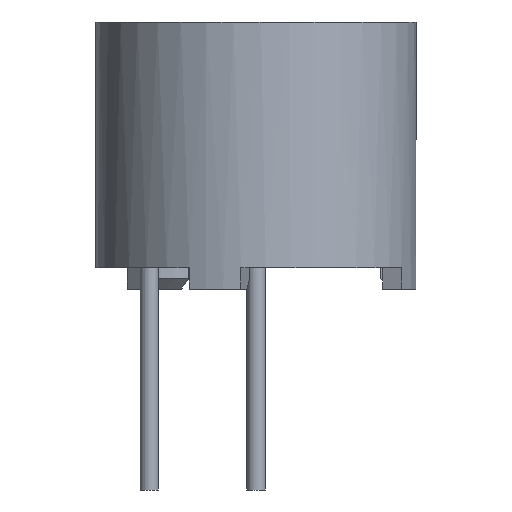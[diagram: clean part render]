
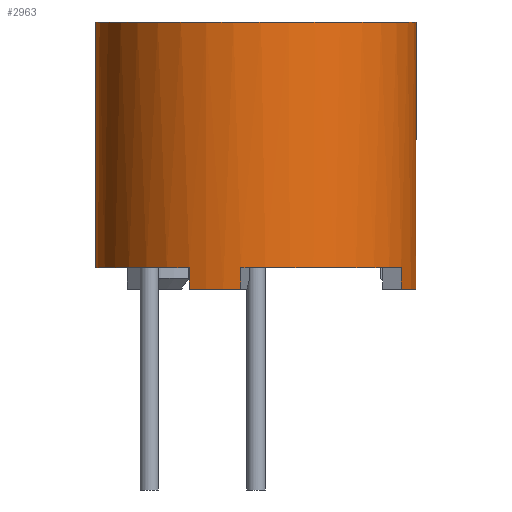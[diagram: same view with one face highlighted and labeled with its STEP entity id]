
A CAD part, front view. The second image highlights one B-rep face of the part: STEP entity #2963.
In plain terms, the highlighted cylindrical face has radius 3.81 mm (diameter 7.62 mm), a full revolution.
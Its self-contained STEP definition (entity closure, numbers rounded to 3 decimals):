
#21 = EDGE_CURVE('',#22,#24,#26,.T.);
#22 = VERTEX_POINT('',#23);
#23 = CARTESIAN_POINT('',(0.,6.35,6.35));
#24 = VERTEX_POINT('',#25);
#25 = CARTESIAN_POINT('',(-0.239,6.342,6.35));
#26 = CIRCLE('',#27,3.81);
#27 = AXIS2_PLACEMENT_3D('',#28,#29,#30);
#28 = CARTESIAN_POINT('',(0.,2.54,6.35));
#29 = DIRECTION('',(0.,0.,-1.));
#30 = DIRECTION('',(0.,-1.,0.));
#32 = EDGE_CURVE('',#24,#22,#33,.T.);
#33 = CIRCLE('',#34,3.81);
#34 = AXIS2_PLACEMENT_3D('',#35,#36,#37);
#35 = CARTESIAN_POINT('',(0.,2.54,6.35));
#36 = DIRECTION('',(0.,0.,-1.));
#37 = DIRECTION('',(0.,-1.,0.));
#2963 = ADVANCED_FACE('',(#2964),#3086,.T.);
#2964 = FACE_BOUND('',#2965,.T.);
#2965 = EDGE_LOOP('',(#2966,#2977,#2983,#2984,#2985,#2986,#2995,#3003,
    #3012,#3020,#3029,#3037,#3046,#3054,#3063,#3071,#3080));
#2966 = ORIENTED_EDGE('',*,*,#2967,.T.);
#2967 = EDGE_CURVE('',#2968,#2970,#2972,.T.);
#2968 = VERTEX_POINT('',#2969);
#2969 = CARTESIAN_POINT('',(3.453,4.15,0.508));
#2970 = VERTEX_POINT('',#2971);
#2971 = CARTESIAN_POINT('',(-0.239,6.342,0.508));
#2972 = CIRCLE('',#2973,3.81);
#2973 = AXIS2_PLACEMENT_3D('',#2974,#2975,#2976);
#2974 = CARTESIAN_POINT('',(0.,2.54,0.508));
#2975 = DIRECTION('',(0.,0.,1.));
#2976 = DIRECTION('',(0.,1.,0.));
#2977 = ORIENTED_EDGE('',*,*,#2978,.T.);
#2978 = EDGE_CURVE('',#2970,#24,#2979,.T.);
#2979 = LINE('',#2980,#2981);
#2980 = CARTESIAN_POINT('',(-0.239,6.342,3.175));
#2981 = VECTOR('',#2982,1.);
#2982 = DIRECTION('',(0.,0.,1.));
#2983 = ORIENTED_EDGE('',*,*,#32,.T.);
#2984 = ORIENTED_EDGE('',*,*,#21,.T.);
#2985 = ORIENTED_EDGE('',*,*,#2978,.F.);
#2986 = ORIENTED_EDGE('',*,*,#2987,.T.);
#2987 = EDGE_CURVE('',#2970,#2988,#2990,.T.);
#2988 = VERTEX_POINT('',#2989);
#2989 = CARTESIAN_POINT('',(-2.153,5.683,0.508));
#2990 = CIRCLE('',#2991,3.81);
#2991 = AXIS2_PLACEMENT_3D('',#2992,#2993,#2994);
#2992 = CARTESIAN_POINT('',(0.,2.54,0.508));
#2993 = DIRECTION('',(0.,0.,1.));
#2994 = DIRECTION('',(0.,1.,0.));
#2995 = ORIENTED_EDGE('',*,*,#2996,.F.);
#2996 = EDGE_CURVE('',#2997,#2988,#2999,.T.);
#2997 = VERTEX_POINT('',#2998);
#2998 = CARTESIAN_POINT('',(-2.153,5.683,
    0.));
#2999 = LINE('',#3000,#3001);
#3000 = CARTESIAN_POINT('',(-2.153,5.683,0.));
#3001 = VECTOR('',#3002,1.);
#3002 = DIRECTION('',(0.,0.,1.));
#3003 = ORIENTED_EDGE('',*,*,#3004,.T.);
#3004 = EDGE_CURVE('',#2997,#3005,#3007,.T.);
#3005 = VERTEX_POINT('',#3006);
#3006 = CARTESIAN_POINT('',(-3.066,4.801,0.));
#3007 = CIRCLE('',#3008,3.81);
#3008 = AXIS2_PLACEMENT_3D('',#3009,#3010,#3011);
#3009 = CARTESIAN_POINT('',(0.,2.54,0.));
#3010 = DIRECTION('',(0.,0.,1.));
#3011 = DIRECTION('',(-0.565,0.825,0.)
  );
#3012 = ORIENTED_EDGE('',*,*,#3013,.T.);
#3013 = EDGE_CURVE('',#3005,#3014,#3016,.T.);
#3014 = VERTEX_POINT('',#3015);
#3015 = CARTESIAN_POINT('',(-3.066,4.801,0.508));
#3016 = LINE('',#3017,#3018);
#3017 = CARTESIAN_POINT('',(-3.066,4.801,0.));
#3018 = VECTOR('',#3019,1.);
#3019 = DIRECTION('',(0.,0.,1.));
#3020 = ORIENTED_EDGE('',*,*,#3021,.T.);
#3021 = EDGE_CURVE('',#3014,#3022,#3024,.T.);
#3022 = VERTEX_POINT('',#3023);
#3023 = CARTESIAN_POINT('',(-1.586,-0.924,0.508));
#3024 = CIRCLE('',#3025,3.81);
#3025 = AXIS2_PLACEMENT_3D('',#3026,#3027,#3028);
#3026 = CARTESIAN_POINT('',(0.,2.54,0.508));
#3027 = DIRECTION('',(0.,0.,1.));
#3028 = DIRECTION('',(-0.805,0.594,0.)
  );
#3029 = ORIENTED_EDGE('',*,*,#3030,.F.);
#3030 = EDGE_CURVE('',#3031,#3022,#3033,.T.);
#3031 = VERTEX_POINT('',#3032);
#3032 = CARTESIAN_POINT('',(-1.586,-0.924,0.));
#3033 = LINE('',#3034,#3035);
#3034 = CARTESIAN_POINT('',(-1.586,-0.924,3.175));
#3035 = VECTOR('',#3036,1.);
#3036 = DIRECTION('',(0.,0.,1.));
#3037 = ORIENTED_EDGE('',*,*,#3038,.T.);
#3038 = EDGE_CURVE('',#3031,#3039,#3041,.T.);
#3039 = VERTEX_POINT('',#3040);
#3040 = CARTESIAN_POINT('',(-0.359,-1.253,0.));
#3041 = CIRCLE('',#3042,3.81);
#3042 = AXIS2_PLACEMENT_3D('',#3043,#3044,#3045);
#3043 = CARTESIAN_POINT('',(0.,2.54,0.));
#3044 = DIRECTION('',(0.,0.,1.));
#3045 = DIRECTION('',(-0.416,-0.909,0.)
  );
#3046 = ORIENTED_EDGE('',*,*,#3047,.T.);
#3047 = EDGE_CURVE('',#3039,#3048,#3050,.T.);
#3048 = VERTEX_POINT('',#3049);
#3049 = CARTESIAN_POINT('',(-0.359,-1.253,0.508));
#3050 = LINE('',#3051,#3052);
#3051 = CARTESIAN_POINT('',(-0.359,-1.253,3.175));
#3052 = VECTOR('',#3053,1.);
#3053 = DIRECTION('',(0.,0.,1.));
#3054 = ORIENTED_EDGE('',*,*,#3055,.T.);
#3055 = EDGE_CURVE('',#3048,#3056,#3058,.T.);
#3056 = VERTEX_POINT('',#3057);
#3057 = CARTESIAN_POINT('',(3.453,0.93,0.508));
#3058 = CIRCLE('',#3059,3.81);
#3059 = AXIS2_PLACEMENT_3D('',#3060,#3061,#3062);
#3060 = CARTESIAN_POINT('',(0.,2.54,0.508));
#3061 = DIRECTION('',(0.,0.,1.));
#3062 = DIRECTION('',(0.,-1.,0.));
#3063 = ORIENTED_EDGE('',*,*,#3064,.F.);
#3064 = EDGE_CURVE('',#3065,#3056,#3067,.T.);
#3065 = VERTEX_POINT('',#3066);
#3066 = CARTESIAN_POINT('',(3.453,0.93,0.));
#3067 = LINE('',#3068,#3069);
#3068 = CARTESIAN_POINT('',(3.453,0.93,3.175));
#3069 = VECTOR('',#3070,1.);
#3070 = DIRECTION('',(0.,0.,1.));
#3071 = ORIENTED_EDGE('',*,*,#3072,.T.);
#3072 = EDGE_CURVE('',#3065,#3073,#3075,.T.);
#3073 = VERTEX_POINT('',#3074);
#3074 = CARTESIAN_POINT('',(3.453,4.15,0.));
#3075 = CIRCLE('',#3076,3.81);
#3076 = AXIS2_PLACEMENT_3D('',#3077,#3078,#3079);
#3077 = CARTESIAN_POINT('',(0.,2.54,0.));
#3078 = DIRECTION('',(0.,0.,1.));
#3079 = DIRECTION('',(0.906,-0.423,0.
    ));
#3080 = ORIENTED_EDGE('',*,*,#3081,.T.);
#3081 = EDGE_CURVE('',#3073,#2968,#3082,.T.);
#3082 = LINE('',#3083,#3084);
#3083 = CARTESIAN_POINT('',(3.453,4.15,3.175));
#3084 = VECTOR('',#3085,1.);
#3085 = DIRECTION('',(0.,0.,1.));
#3086 = CYLINDRICAL_SURFACE('',#3087,3.81);
#3087 = AXIS2_PLACEMENT_3D('',#3088,#3089,#3090);
#3088 = CARTESIAN_POINT('',(0.,2.54,3.175));
#3089 = DIRECTION('',(0.,0.,-1.));
#3090 = DIRECTION('',(0.063,-0.998,
    0.));
